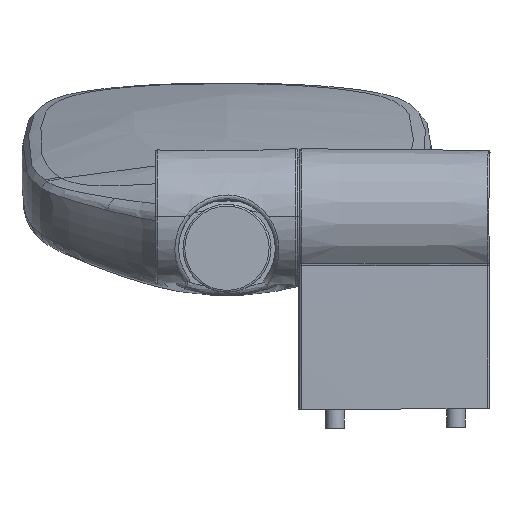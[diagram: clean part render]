
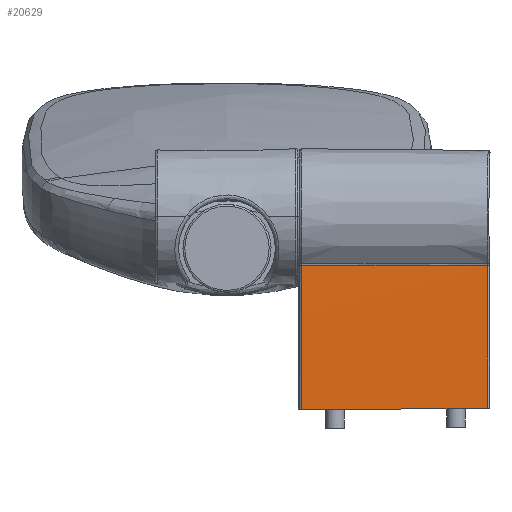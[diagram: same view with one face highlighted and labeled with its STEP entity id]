
A CAD part, front view. The second image highlights one B-rep face of the part: STEP entity #20629.
In plain terms, the highlighted spherical face has radius 2048.5 mm.
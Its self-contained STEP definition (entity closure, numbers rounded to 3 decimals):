
#437 = CARTESIAN_POINT ( 'NONE',  ( -101.597, 37.345, -11.289 ) ) ;
#518 = AXIS2_PLACEMENT_3D ( 'NONE', #9702, #9779, #2639 ) ;
#741 = CARTESIAN_POINT ( 'NONE',  ( -142.499, 37.314, -49.495 ) ) ;
#1001 = ORIENTED_EDGE ( 'NONE', *, *, #12182, .T. ) ;
#2639 = DIRECTION ( 'NONE',  ( -1., 0., 0. ) ) ;
#2743 = EDGE_CURVE ( 'NONE', #21676, #16490, #4902, .T. ) ;
#2926 = AXIS2_PLACEMENT_3D ( 'NONE', #15130, #4451, #16913 ) ;
#3667 = VERTEX_POINT ( 'NONE', #4385 ) ;
#4385 = CARTESIAN_POINT ( 'NONE',  ( -93.39, 37.544, -11.387 ) ) ;
#4441 = CARTESIAN_POINT ( 'NONE',  ( -93.419, 37.543, -11.387 ) ) ;
#4451 = DIRECTION ( 'NONE',  ( -0.009, 0., 1. ) ) ;
#4902 = CIRCLE ( 'NONE', #5570, 2048.5 ) ;
#5257 = CARTESIAN_POINT ( 'NONE',  ( -93.381, 37.909, -49.066 ) ) ;
#5570 = AXIS2_PLACEMENT_3D ( 'NONE', #20587, #9930, #22360 ) ;
#7682 = CIRCLE ( 'NONE', #2926, 2048.127 ) ;
#7709 = CARTESIAN_POINT ( 'NONE',  ( -93.381, 37.909, -49.066 ) ) ;
#7767 = CARTESIAN_POINT ( 'NONE',  ( -126.136, 36.995, -11.232 ) ) ;
#9549 = CARTESIAN_POINT ( 'NONE',  ( -142.499, 36.941, -11.384 ) ) ;
#9702 = CARTESIAN_POINT ( 'NONE',  ( -143.071, 2085.441, -10.409 ) ) ;
#9779 = DIRECTION ( 'NONE',  ( 0., 0., 1. ) ) ;
#9930 = DIRECTION ( 'NONE',  ( 1., 0., 0. ) ) ;
#10512 = CARTESIAN_POINT ( 'NONE',  ( -93.39, 37.55, -23.948 ) ) ;
#10534 = B_SPLINE_CURVE_WITH_KNOTS ( 'NONE', 3,
 ( #7709, #19355, #10512, #22922 ),
 .UNSPECIFIED., .F., .F.,
 ( 4, 4 ),
 ( 0.67, 0.707 ),
 .UNSPECIFIED. ) ;
#10570 = CARTESIAN_POINT ( 'NONE',  ( -93.419, 37.543, -11.387 ) ) ;
#11283 = EDGE_CURVE ( 'NONE', #15236, #21676, #13647, .T. ) ;
#12182 = EDGE_CURVE ( 'NONE', #3667, #15236, #20021, .T. ) ;
#12185 = FACE_OUTER_BOUND ( 'NONE', #15593, .T. ) ;
#13194 = CARTESIAN_POINT ( 'NONE',  ( -93.39, 37.544, -11.387 ) ) ;
#13647 = B_SPLINE_CURVE_WITH_KNOTS ( 'NONE', 3,
 ( #18411, #437, #20039, #7767, #20200, #9549 ),
 .UNSPECIFIED., .F., .F.,
 ( 4, 2, 4 ),
 ( 0.008, 0.032, 0.057 ),
 .UNSPECIFIED. ) ;
#14582 = EDGE_CURVE ( 'NONE', #16490, #16265, #7682, .T. ) ;
#15121 = CARTESIAN_POINT ( 'NONE',  ( -93.409, 37.543, -11.387 ) ) ;
#15130 = CARTESIAN_POINT ( 'NONE',  ( -142.73, 2085.441, -49.497 ) ) ;
#15236 = VERTEX_POINT ( 'NONE', #10570 ) ;
#15524 = ORIENTED_EDGE ( 'NONE', *, *, #2743, .T. ) ;
#15593 = EDGE_LOOP ( 'NONE', ( #15524, #18247, #17850, #1001, #19765 ) ) ;
#16265 = VERTEX_POINT ( 'NONE', #5257 ) ;
#16490 = VERTEX_POINT ( 'NONE', #741 ) ;
#16913 = DIRECTION ( 'NONE',  ( -1., 0., -0.009 ) ) ;
#17850 = ORIENTED_EDGE ( 'NONE', *, *, #18155, .T. ) ;
#18155 = EDGE_CURVE ( 'NONE', #16265, #3667, #10534, .T. ) ;
#18247 = ORIENTED_EDGE ( 'NONE', *, *, #14582, .T. ) ;
#18411 = CARTESIAN_POINT ( 'NONE',  ( -93.419, 37.543, -11.387 ) ) ;
#18703 = CARTESIAN_POINT ( 'NONE',  ( -142.499, 36.941, -11.384 ) ) ;
#19355 = CARTESIAN_POINT ( 'NONE',  ( -93.387, 37.671, -36.508 ) ) ;
#19765 = ORIENTED_EDGE ( 'NONE', *, *, #11283, .T. ) ;
#20021 = B_SPLINE_CURVE_WITH_KNOTS ( 'NONE', 3,
 ( #13194, #21975, #15121, #4441 ),
 .UNSPECIFIED., .F., .F.,
 ( 4, 4 ),
 ( 0.005, 0.005 ),
 .UNSPECIFIED. ) ;
#20039 = CARTESIAN_POINT ( 'NONE',  ( -109.776, 37.195, -11.235 ) ) ;
#20200 = CARTESIAN_POINT ( 'NONE',  ( -134.318, 36.943, -11.282 ) ) ;
#20587 = CARTESIAN_POINT ( 'NONE',  ( -142.499, 2085.441, -10.409 ) ) ;
#20629 = ADVANCED_FACE ( 'NONE', ( #12185 ), #21628, .T. ) ;
#21628 = SPHERICAL_SURFACE ( 'NONE', #518, 2048.5 ) ;
#21676 = VERTEX_POINT ( 'NONE', #18703 ) ;
#21975 = CARTESIAN_POINT ( 'NONE',  ( -93.4, 37.543, -11.387 ) ) ;
#22360 = DIRECTION ( 'NONE',  ( 0., 0., 1. ) ) ;
#22922 = CARTESIAN_POINT ( 'NONE',  ( -93.39, 37.544, -11.387 ) ) ;
